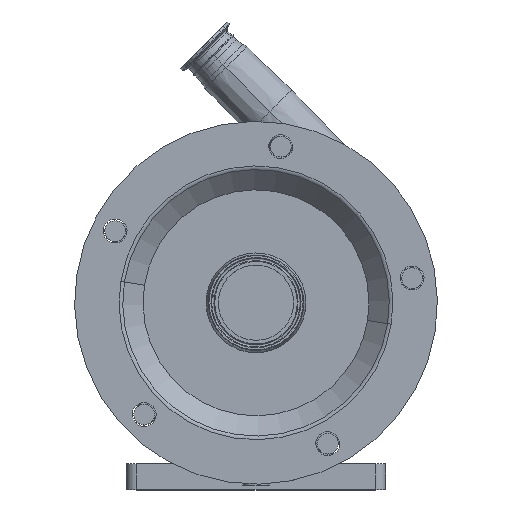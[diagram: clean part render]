
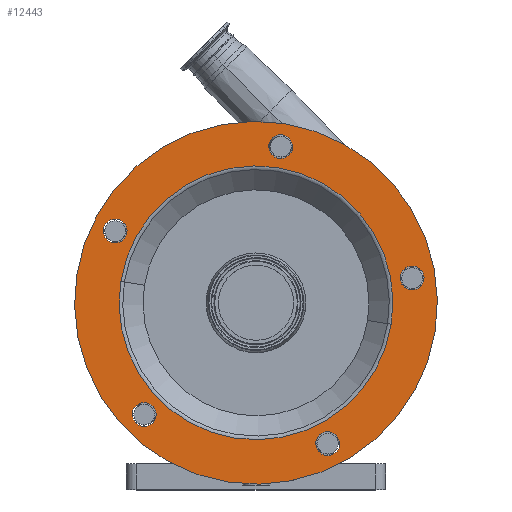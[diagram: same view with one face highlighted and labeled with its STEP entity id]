
A CAD part, top view. The second image highlights one B-rep face of the part: STEP entity #12443.
In plain terms, the highlighted planar face has unit normal (0, 0, 1).
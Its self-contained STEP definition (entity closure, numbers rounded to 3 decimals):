
#6 = CARTESIAN_POINT ( 'NONE',  ( 0., 180., 215. ) ) ;
#180 = ORIENTED_EDGE ( 'NONE', *, *, #6310, .F. ) ;
#310 = CARTESIAN_POINT ( 'NONE',  ( -96.475, 70.367, 215. ) ) ;
#322 = DIRECTION ( 'NONE',  ( 0.988, -0.156, 0. ) ) ;
#927 = CARTESIAN_POINT ( 'NONE',  ( 23.856, 330.622, 215. ) ) ;
#952 = AXIS2_PLACEMENT_3D ( 'NONE', #13465, #10921, #16840 ) ;
#953 = ORIENTED_EDGE ( 'NONE', *, *, #10007, .F. ) ;
#1022 = PLANE ( 'NONE',  #10255 ) ;
#1121 = FACE_BOUND ( 'NONE', #7722, .T. ) ;
#1607 = AXIS2_PLACEMENT_3D ( 'NONE', #7397, #12037, #18036 ) ;
#1614 = ORIENTED_EDGE ( 'NONE', *, *, #7969, .F. ) ;
#1683 = CARTESIAN_POINT ( 'NONE',  ( 150.622, 203.856, 215. ) ) ;
#2132 = CARTESIAN_POINT ( 'NONE',  ( 0., 180., 215. ) ) ;
#2372 = VERTEX_POINT ( 'NONE', #310 ) ;
#2451 = CARTESIAN_POINT ( 'NONE',  ( 35.215, 328.823, 215. ) ) ;
#2483 = DIRECTION ( 'NONE',  ( 0.988, -0.156, 0. ) ) ;
#2506 = CIRCLE ( 'NONE', #952, 11.5 ) ;
#2529 = ORIENTED_EDGE ( 'NONE', *, *, #11252, .F. ) ;
#2580 = FACE_OUTER_BOUND ( 'NONE', #10149, .T. ) ;
#2739 = DIRECTION ( 'NONE',  ( -0.988, 0.156, 0. ) ) ;
#2829 = ORIENTED_EDGE ( 'NONE', *, *, #16393, .F. ) ;
#3138 = CIRCLE ( 'NONE', #14895, 11.5 ) ;
#3304 = DIRECTION ( 'NONE',  ( 0., 0., 1. ) ) ;
#3553 = CIRCLE ( 'NONE', #6030, 11.5 ) ;
#3886 = DIRECTION ( 'NONE',  ( 0.988, -0.156, 0. ) ) ;
#4091 = ORIENTED_EDGE ( 'NONE', *, *, #16174, .F. ) ;
#4217 = DIRECTION ( 'NONE',  ( 0., 0., -1. ) ) ;
#4265 = CIRCLE ( 'NONE', #12290, 11.5 ) ;
#4307 = AXIS2_PLACEMENT_3D ( 'NONE', #18376, #18280, #13844 ) ;
#4406 = EDGE_CURVE ( 'NONE', #14688, #8377, #15459, .T. ) ;
#4438 = DIRECTION ( 'NONE',  ( 0., 0., -1. ) ) ;
#4464 = CARTESIAN_POINT ( 'NONE',  ( 12.498, 332.421, 215. ) ) ;
#4716 = ORIENTED_EDGE ( 'NONE', *, *, #6877, .F. ) ;
#4901 = CARTESIAN_POINT ( 'NONE',  ( 161.981, 202.057, 215. ) ) ;
#5004 = CIRCLE ( 'NONE', #10261, 175. ) ;
#5221 = CIRCLE ( 'NONE', #8926, 132.071 ) ;
#5385 = CIRCLE ( 'NONE', #14964, 11.5 ) ;
#5451 = CARTESIAN_POINT ( 'NONE',  ( -172.845, 207.376, 215. ) ) ;
#5581 = CARTESIAN_POINT ( 'NONE',  ( 27.376, 352.845, 215. ) ) ;
#5625 = CARTESIAN_POINT ( 'NONE',  ( -119.192, 73.965, 215. ) ) ;
#5686 = CIRCLE ( 'NONE', #8155, 11.5 ) ;
#5855 = FACE_BOUND ( 'NONE', #10152, .T. ) ;
#5856 = CARTESIAN_POINT ( 'NONE',  ( 80.592, 42.323, 215. ) ) ;
#6030 = AXIS2_PLACEMENT_3D ( 'NONE', #15797, #12687, #3886 ) ;
#6207 = VERTEX_POINT ( 'NONE', #7648 ) ;
#6310 = EDGE_CURVE ( 'NONE', #13976, #9348, #2506, .T. ) ;
#6414 = DIRECTION ( 'NONE',  ( 0., 0., 1. ) ) ;
#6647 = DIRECTION ( 'NONE',  ( 0., 0., 1. ) ) ;
#6877 = EDGE_CURVE ( 'NONE', #6207, #9993, #5385, .T. ) ;
#6937 = CARTESIAN_POINT ( 'NONE',  ( -124.52, 247.435, 215. ) ) ;
#6983 = ORIENTED_EDGE ( 'NONE', *, *, #18305, .T. ) ;
#7071 = DIRECTION ( 'NONE',  ( -0.988, 0.156, 0. ) ) ;
#7397 = CARTESIAN_POINT ( 'NONE',  ( 0., 180., 215. ) ) ;
#7648 = CARTESIAN_POINT ( 'NONE',  ( -147.237, 251.033, 215. ) ) ;
#7698 = CIRCLE ( 'NONE', #13260, 11.5 ) ;
#7722 = EDGE_LOOP ( 'NONE', ( #13319, #4716 ) ) ;
#7872 = CARTESIAN_POINT ( 'NONE',  ( 23.856, 330.622, 215. ) ) ;
#7969 = EDGE_CURVE ( 'NONE', #2372, #11012, #10653, .T. ) ;
#8155 = AXIS2_PLACEMENT_3D ( 'NONE', #7872, #6414, #12315 ) ;
#8243 = EDGE_CURVE ( 'NONE', #9993, #6207, #3553, .T. ) ;
#8244 = CARTESIAN_POINT ( 'NONE',  ( -135.878, 249.234, 215. ) ) ;
#8377 = VERTEX_POINT ( 'NONE', #4901 ) ;
#8490 = DIRECTION ( 'NONE',  ( -0.988, 0.156, 0. ) ) ;
#8672 = EDGE_CURVE ( 'NONE', #9348, #13976, #4265, .T. ) ;
#8926 = AXIS2_PLACEMENT_3D ( 'NONE', #2132, #13966, #9602 ) ;
#9082 = AXIS2_PLACEMENT_3D ( 'NONE', #6, #17632, #2739 ) ;
#9348 = VERTEX_POINT ( 'NONE', #5856 ) ;
#9602 = DIRECTION ( 'NONE',  ( -0.988, 0.156, 0. ) ) ;
#9686 = EDGE_CURVE ( 'NONE', #13512, #18984, #5221, .T. ) ;
#9709 = CARTESIAN_POINT ( 'NONE',  ( 130.445, 159.34, 215. ) ) ;
#9966 = CIRCLE ( 'NONE', #1607, 132.071 ) ;
#9993 = VERTEX_POINT ( 'NONE', #6937 ) ;
#10007 = EDGE_CURVE ( 'NONE', #14096, #14336, #7698, .T. ) ;
#10149 = EDGE_LOOP ( 'NONE', ( #2829, #12599 ) ) ;
#10152 = EDGE_LOOP ( 'NONE', ( #1614, #2529 ) ) ;
#10255 = AXIS2_PLACEMENT_3D ( 'NONE', #5581, #4217, #8490 ) ;
#10261 = AXIS2_PLACEMENT_3D ( 'NONE', #11431, #4438, #7071 ) ;
#10589 = DIRECTION ( 'NONE',  ( 0., 0., 1. ) ) ;
#10653 = CIRCLE ( 'NONE', #18373, 11.5 ) ;
#10661 = CARTESIAN_POINT ( 'NONE',  ( -107.834, 72.166, 215. ) ) ;
#10912 = CIRCLE ( 'NONE', #9082, 175. ) ;
#10921 = DIRECTION ( 'NONE',  ( 0., 0., 1. ) ) ;
#11012 = VERTEX_POINT ( 'NONE', #5625 ) ;
#11252 = EDGE_CURVE ( 'NONE', #11012, #2372, #12654, .T. ) ;
#11431 = CARTESIAN_POINT ( 'NONE',  ( 0., 180., 215. ) ) ;
#11522 = CARTESIAN_POINT ( 'NONE',  ( 139.264, 205.655, 215. ) ) ;
#11643 = DIRECTION ( 'NONE',  ( 0.988, -0.156, 0. ) ) ;
#12037 = DIRECTION ( 'NONE',  ( 0., 0., -1. ) ) ;
#12232 = DIRECTION ( 'NONE',  ( 0.988, -0.156, 0. ) ) ;
#12290 = AXIS2_PLACEMENT_3D ( 'NONE', #13802, #13706, #18135 ) ;
#12315 = DIRECTION ( 'NONE',  ( 0.988, -0.156, 0. ) ) ;
#12443 = ADVANCED_FACE ( 'NONE', ( #1121, #5855, #17661, #17486, #17392, #2580, #17568 ), #1022, .F. ) ;
#12579 = EDGE_CURVE ( 'NONE', #8377, #14688, #3138, .T. ) ;
#12586 = DIRECTION ( 'NONE',  ( 0., 0., 1. ) ) ;
#12599 = ORIENTED_EDGE ( 'NONE', *, *, #18479, .F. ) ;
#12654 = CIRCLE ( 'NONE', #4307, 11.5 ) ;
#12687 = DIRECTION ( 'NONE',  ( 0., 0., 1. ) ) ;
#13203 = EDGE_LOOP ( 'NONE', ( #14165, #14712 ) ) ;
#13260 = AXIS2_PLACEMENT_3D ( 'NONE', #927, #6647, #2483 ) ;
#13319 = ORIENTED_EDGE ( 'NONE', *, *, #8243, .F. ) ;
#13465 = CARTESIAN_POINT ( 'NONE',  ( 69.234, 44.122, 215. ) ) ;
#13492 = ORIENTED_EDGE ( 'NONE', *, *, #8672, .F. ) ;
#13512 = VERTEX_POINT ( 'NONE', #18083 ) ;
#13706 = DIRECTION ( 'NONE',  ( 0., 0., 1. ) ) ;
#13802 = CARTESIAN_POINT ( 'NONE',  ( 69.234, 44.122, 215. ) ) ;
#13844 = DIRECTION ( 'NONE',  ( 0.988, -0.156, 0. ) ) ;
#13966 = DIRECTION ( 'NONE',  ( 0., 0., -1. ) ) ;
#13976 = VERTEX_POINT ( 'NONE', #18419 ) ;
#14096 = VERTEX_POINT ( 'NONE', #2451 ) ;
#14165 = ORIENTED_EDGE ( 'NONE', *, *, #12579, .F. ) ;
#14224 = AXIS2_PLACEMENT_3D ( 'NONE', #16014, #14841, #11643 ) ;
#14336 = VERTEX_POINT ( 'NONE', #4464 ) ;
#14673 = EDGE_LOOP ( 'NONE', ( #953, #4091 ) ) ;
#14688 = VERTEX_POINT ( 'NONE', #11522 ) ;
#14712 = ORIENTED_EDGE ( 'NONE', *, *, #4406, .F. ) ;
#14826 = EDGE_LOOP ( 'NONE', ( #16278, #6983 ) ) ;
#14841 = DIRECTION ( 'NONE',  ( 0., 0., 1. ) ) ;
#14895 = AXIS2_PLACEMENT_3D ( 'NONE', #1683, #10589, #12232 ) ;
#14964 = AXIS2_PLACEMENT_3D ( 'NONE', #8244, #12586, #322 ) ;
#15126 = DIRECTION ( 'NONE',  ( 0.988, -0.156, 0. ) ) ;
#15459 = CIRCLE ( 'NONE', #14224, 11.5 ) ;
#15797 = CARTESIAN_POINT ( 'NONE',  ( -135.878, 249.234, 215. ) ) ;
#16014 = CARTESIAN_POINT ( 'NONE',  ( 150.622, 203.856, 215. ) ) ;
#16174 = EDGE_CURVE ( 'NONE', #14336, #14096, #5686, .T. ) ;
#16278 = ORIENTED_EDGE ( 'NONE', *, *, #9686, .T. ) ;
#16393 = EDGE_CURVE ( 'NONE', #18992, #17886, #10912, .T. ) ;
#16840 = DIRECTION ( 'NONE',  ( 0.988, -0.156, 0. ) ) ;
#17000 = CARTESIAN_POINT ( 'NONE',  ( 172.845, 152.624, 215. ) ) ;
#17392 = FACE_BOUND ( 'NONE', #14826, .T. ) ;
#17486 = FACE_BOUND ( 'NONE', #13203, .T. ) ;
#17568 = FACE_BOUND ( 'NONE', #14673, .T. ) ;
#17632 = DIRECTION ( 'NONE',  ( 0., 0., -1. ) ) ;
#17661 = FACE_BOUND ( 'NONE', #18160, .T. ) ;
#17886 = VERTEX_POINT ( 'NONE', #17000 ) ;
#18036 = DIRECTION ( 'NONE',  ( -0.988, 0.156, 0. ) ) ;
#18083 = CARTESIAN_POINT ( 'NONE',  ( -130.445, 200.66, 215. ) ) ;
#18135 = DIRECTION ( 'NONE',  ( 0.988, -0.156, 0. ) ) ;
#18160 = EDGE_LOOP ( 'NONE', ( #13492, #180 ) ) ;
#18280 = DIRECTION ( 'NONE',  ( 0., 0., 1. ) ) ;
#18305 = EDGE_CURVE ( 'NONE', #18984, #13512, #9966, .T. ) ;
#18373 = AXIS2_PLACEMENT_3D ( 'NONE', #10661, #3304, #15126 ) ;
#18376 = CARTESIAN_POINT ( 'NONE',  ( -107.834, 72.166, 215. ) ) ;
#18419 = CARTESIAN_POINT ( 'NONE',  ( 57.875, 45.921, 215. ) ) ;
#18479 = EDGE_CURVE ( 'NONE', #17886, #18992, #5004, .T. ) ;
#18984 = VERTEX_POINT ( 'NONE', #9709 ) ;
#18992 = VERTEX_POINT ( 'NONE', #5451 ) ;
